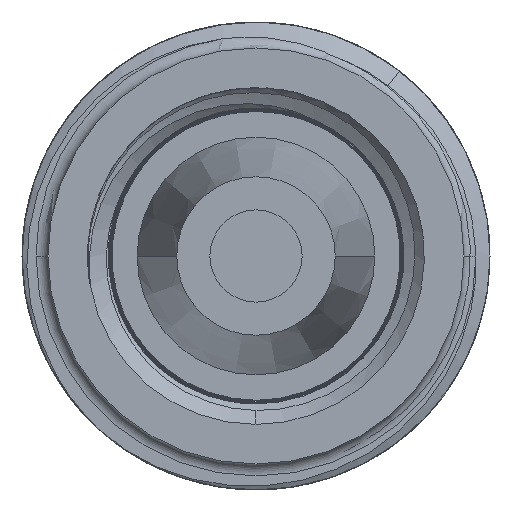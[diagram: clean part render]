
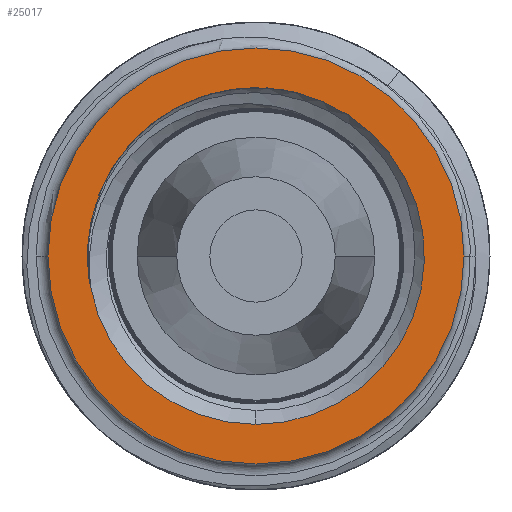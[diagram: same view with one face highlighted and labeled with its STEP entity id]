
A CAD part, front view. The second image highlights one B-rep face of the part: STEP entity #25017.
In plain terms, the highlighted planar face has unit normal (0, -1, 0).
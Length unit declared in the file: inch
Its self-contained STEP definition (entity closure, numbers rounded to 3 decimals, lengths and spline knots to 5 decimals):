
#11620=CARTESIAN_POINT('',(0.,-0.7,0.));
#11621=DIRECTION('',(0.,1.,0.));
#11622=DIRECTION('',(1.,0.,0.));
#11623=AXIS2_PLACEMENT_3D('',#11620,#11621,#11622);
#11625=CARTESIAN_POINT('',(0.,-0.7,0.));
#11626=DIRECTION('',(0.,1.,0.));
#11627=DIRECTION('',(-1.,0.,0.));
#11628=AXIS2_PLACEMENT_3D('',#11625,#11626,#11627);
#11630=CARTESIAN_POINT('',(-0.41827,-0.7,-0.0753));
#11631=CARTESIAN_POINT('',(-0.41886,-0.7,-0.07274));
#11632=CARTESIAN_POINT('',(-0.41999,-0.7,-0.0676));
#11633=CARTESIAN_POINT('',(-0.42155,-0.7,-0.05986));
#11634=CARTESIAN_POINT('',(-0.42249,-0.7,-0.05467));
#11635=CARTESIAN_POINT('',(-0.42294,-0.7,-0.05207));
#11637=CARTESIAN_POINT('',(0.,-0.7,0.));
#11638=DIRECTION('',(0.,1.,0.));
#11639=DIRECTION('',(0.,0.,-1.));
#11640=AXIS2_PLACEMENT_3D('',#11637,#11638,#11639);
#11642=CARTESIAN_POINT('',(-0.42294,-0.7,-0.05207));
#11643=CARTESIAN_POINT('',(-0.4231,-0.7,-0.04969));
#11644=CARTESIAN_POINT('',(-0.4234,-0.7,-0.04493));
#11645=CARTESIAN_POINT('',(-0.42371,-0.7,-0.03779));
#11646=CARTESIAN_POINT('',(-0.42385,-0.7,-0.03303));
#11647=CARTESIAN_POINT('',(-0.42389,-0.7,-0.03065));
#11854=CARTESIAN_POINT('',(0.,-0.7,0.));
#11855=DIRECTION('',(0.,1.,0.));
#11856=DIRECTION('',(-0.997,0.,-0.072));
#11857=AXIS2_PLACEMENT_3D('',#11854,#11855,#11856);
#13794=CARTESIAN_POINT('',(0.525,-0.7,0.));
#13795=CARTESIAN_POINT('',(-0.525,-0.7,0.));
#13796=VERTEX_POINT('',#13794);
#13797=VERTEX_POINT('',#13795);
#14132=VERTEX_POINT('',#11630);
#14133=VERTEX_POINT('',#11635);
#14134=VERTEX_POINT('',#11647);
#14168=CARTESIAN_POINT('',(0.,-0.7,-0.425));
#14169=VERTEX_POINT('',#14168);
#24998=CARTESIAN_POINT('',(0.,-0.7,0.));
#24999=DIRECTION('',(0.,1.,0.));
#25000=DIRECTION('',(1.,0.,0.));
#25001=AXIS2_PLACEMENT_3D('',#24998,#24999,#25000);
#25002=PLANE('',#25001);
#25003=ORIENTED_EDGE('',*,*,#24978,.T.);
#25004=ORIENTED_EDGE('',*,*,#24992,.T.);
#25005=EDGE_LOOP('',(#25003,#25004));
#25006=FACE_OUTER_BOUND('',#25005,.F.);
#25008=ORIENTED_EDGE('',*,*,#25007,.F.);
#25010=ORIENTED_EDGE('',*,*,#25009,.F.);
#25012=ORIENTED_EDGE('',*,*,#25011,.F.);
#25014=ORIENTED_EDGE('',*,*,#25013,.F.);
#25015=EDGE_LOOP('',(#25008,#25010,#25012,#25014));
#25016=FACE_BOUND('',#25015,.F.);
#25017=ADVANCED_FACE('',(#25006,#25016),#25002,.F.);
#11624=CIRCLE('',#11623,0.525);
#11629=CIRCLE('',#11628,0.525);
#11636=B_SPLINE_CURVE_WITH_KNOTS('',3,(#11630,#11631,#11632,#11633,#11634,
#11635),.UNSPECIFIED.,.F.,.F.,(4,1,1,4),(0.,0.33333,
0.66667,1.),.UNSPECIFIED.);
#11641=CIRCLE('',#11640,0.425);
#11648=B_SPLINE_CURVE_WITH_KNOTS('',3,(#11642,#11643,#11644,#11645,#11646,
#11647),.UNSPECIFIED.,.F.,.F.,(4,1,1,4),(0.,0.33333,
0.66667,1.),.UNSPECIFIED.);
#11858=CIRCLE('',#11857,0.425);
#24978=EDGE_CURVE('',#13796,#13797,#11624,.T.);
#24992=EDGE_CURVE('',#13797,#13796,#11629,.T.);
#25007=EDGE_CURVE('',#14132,#14133,#11636,.T.);
#25009=EDGE_CURVE('',#14169,#14132,#11641,.T.);
#25011=EDGE_CURVE('',#14134,#14169,#11858,.T.);
#25013=EDGE_CURVE('',#14133,#14134,#11648,.T.);
